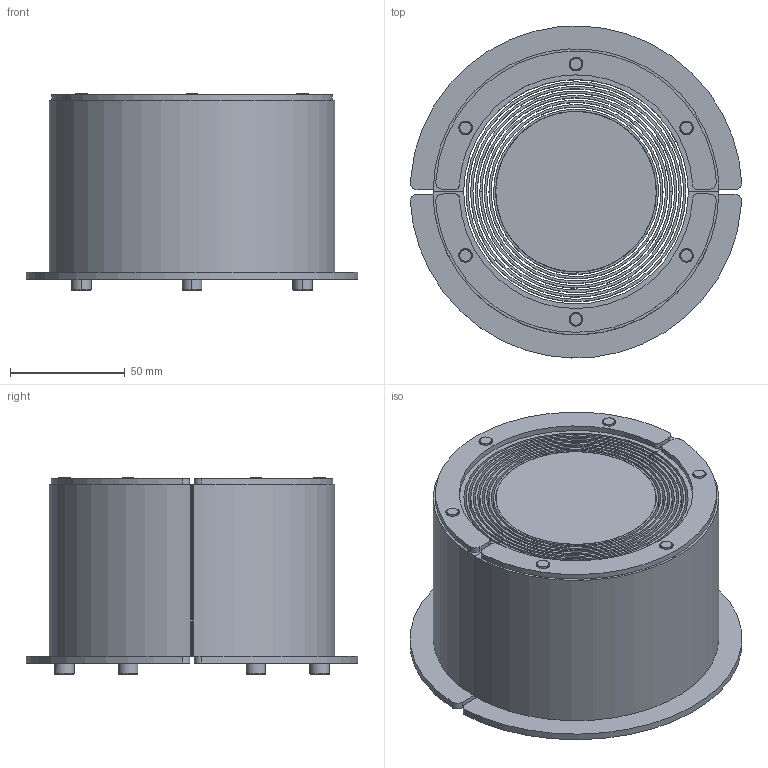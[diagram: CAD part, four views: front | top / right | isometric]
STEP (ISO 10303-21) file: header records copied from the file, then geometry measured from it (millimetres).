
FILE_DESCRIPTION((''),'2;1');
FILE_NAME('RS125.stp','2009-08-14T11:14:42',('JE BOHLIN'),('Roxtec International AB'),'Mechanical Desktop 2005','Mechanical Desktop 2005',', , ');
FILE_SCHEMA(('CONFIG_CONTROL_DESIGN'));
Length unit declared in the file: millimetre
Products named in the file (7): RS125; CORE; HALF; FRONT; RUBBER; REAR; CYLINDER HEAD CAP SCREW - DIN 912 - M5 X 50
Assembly tree (9 placements, depth 3):
  RS125
    CORE
    HALF  x2
      FRONT
      RUBBER
      REAR
      CYLINDER HEAD CAP SCREW - DIN 912 - M5 X 50
Bounding box: 144.77 x 144.95 x 86 mm (x, y, z)
Surface area: 415711.4 mm2 (no closed solid volume)
Topology: 0 solids, 0 shells, 416 faces, 2076 edges, 2066 vertices
Faces by surface type: bspline 416
Entity records: 8080 total; most frequent: CARTESIAN_POINT 5814, COMPOSITE_CURVE_SEGMENT 834, QUASI_UNIFORM_CURVE 519, PCURVE 269, CURVE_BOUNDED_SURFACE 166, OUTER_BOUNDARY_CURVE 164, QUASI_UNIFORM_SURFACE 52, BOUNDARY_CURVE 23
